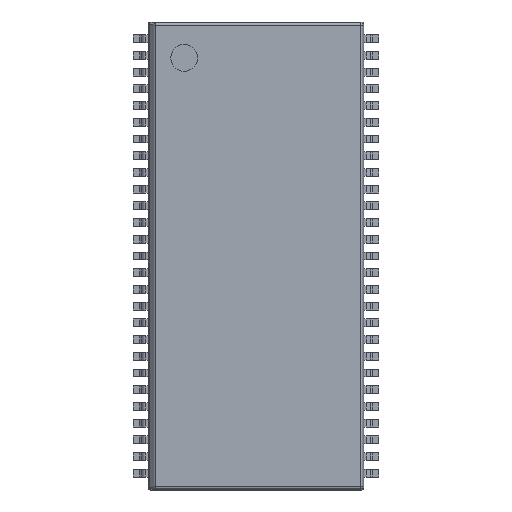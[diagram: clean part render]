
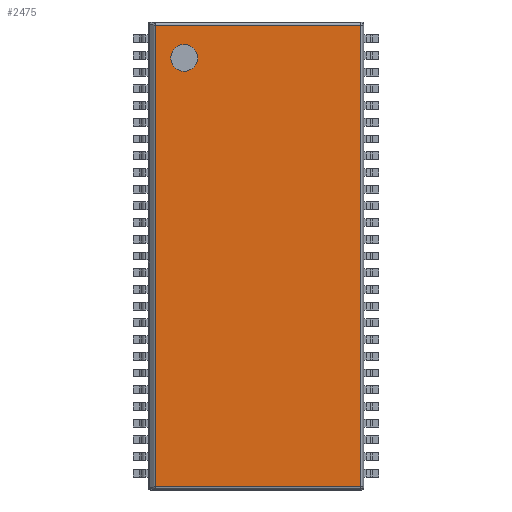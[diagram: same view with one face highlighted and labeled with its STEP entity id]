
A CAD part, top view. The second image highlights one B-rep face of the part: STEP entity #2475.
In plain terms, the highlighted planar face has unit normal (0, 0, 1).
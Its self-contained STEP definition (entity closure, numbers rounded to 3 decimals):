
#2269 = VERTEX_POINT('',#2270);
#2270 = CARTESIAN_POINT('',(10.155,0.145,1.2));
#2277 = EDGE_CURVE('',#2278,#2269,#2280,.T.);
#2278 = VERTEX_POINT('',#2279);
#2279 = CARTESIAN_POINT('',(0.341,0.145,1.2));
#2280 = LINE('',#2281,#2282);
#2281 = CARTESIAN_POINT('',(0.3,0.145,1.2));
#2282 = VECTOR('',#2283,1.);
#2283 = DIRECTION('',(1.,0.,0.));
#2352 = VERTEX_POINT('',#2353);
#2353 = CARTESIAN_POINT('',(0.341,22.255,1.2));
#2360 = EDGE_CURVE('',#2352,#2361,#2363,.T.);
#2361 = VERTEX_POINT('',#2362);
#2362 = CARTESIAN_POINT('',(10.155,22.255,1.2));
#2363 = LINE('',#2364,#2365);
#2364 = CARTESIAN_POINT('',(0.3,22.255,1.2));
#2365 = VECTOR('',#2366,1.);
#2366 = DIRECTION('',(1.,0.,0.));
#2390 = EDGE_CURVE('',#2269,#2361,#2391,.T.);
#2391 = LINE('',#2392,#2393);
#2392 = CARTESIAN_POINT('',(10.155,0.055,1.2));
#2393 = VECTOR('',#2394,1.);
#2394 = DIRECTION('',(0.,1.,0.));
#2475 = ADVANCED_FACE('',(#2476,#2487),#2498,.T.);
#2476 = FACE_BOUND('',#2477,.T.);
#2477 = EDGE_LOOP('',(#2478,#2479,#2485,#2486));
#2478 = ORIENTED_EDGE('',*,*,#2360,.F.);
#2479 = ORIENTED_EDGE('',*,*,#2480,.F.);
#2480 = EDGE_CURVE('',#2278,#2352,#2481,.T.);
#2481 = LINE('',#2482,#2483);
#2482 = CARTESIAN_POINT('',(0.341,0.055,1.2));
#2483 = VECTOR('',#2484,1.);
#2484 = DIRECTION('',(0.,1.,0.));
#2485 = ORIENTED_EDGE('',*,*,#2277,.T.);
#2486 = ORIENTED_EDGE('',*,*,#2390,.T.);
#2487 = FACE_BOUND('',#2488,.T.);
#2488 = EDGE_LOOP('',(#2489));
#2489 = ORIENTED_EDGE('',*,*,#2490,.F.);
#2490 = EDGE_CURVE('',#2491,#2491,#2493,.T.);
#2491 = VERTEX_POINT('',#2492);
#2492 = CARTESIAN_POINT('',(2.36,20.683,1.2));
#2493 = CIRCLE('',#2494,0.644);
#2494 = AXIS2_PLACEMENT_3D('',#2495,#2496,#2497);
#2495 = CARTESIAN_POINT('',(1.717,20.683,1.2));
#2496 = DIRECTION('',(0.,0.,1.));
#2497 = DIRECTION('',(1.,0.,0.));
#2498 = PLANE('',#2499);
#2499 = AXIS2_PLACEMENT_3D('',#2500,#2501,#2502);
#2500 = CARTESIAN_POINT('',(0.,0.,1.2));
#2501 = DIRECTION('',(0.,0.,1.));
#2502 = DIRECTION('',(1.,0.,0.));
